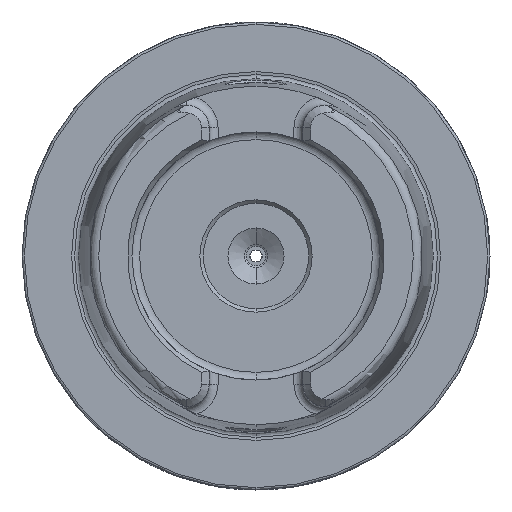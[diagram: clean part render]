
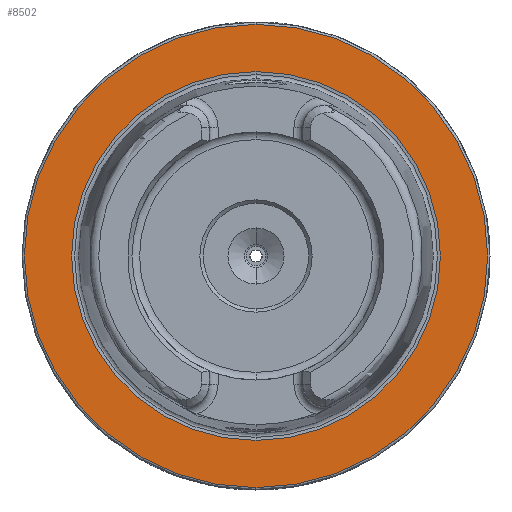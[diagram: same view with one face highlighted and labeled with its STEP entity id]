
A CAD part, left-side view. The second image highlights one B-rep face of the part: STEP entity #8502.
In plain terms, the highlighted planar face has unit normal (-1, 0, 0).
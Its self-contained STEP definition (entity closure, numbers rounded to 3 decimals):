
#1625 = CARTESIAN_POINT ( 'NONE',  ( 0., 0., 0. ) ) ;
#1638 = DIRECTION ( 'NONE',  ( 0., 0., 1. ) ) ;
#1642 = DIRECTION ( 'NONE',  ( -1., 0., 0. ) ) ;
#1644 = CARTESIAN_POINT ( 'NONE',  ( 0., 0., 0. ) ) ;
#1660 = DIRECTION ( 'NONE',  ( 0., 0., 1. ) ) ;
#1661 = DIRECTION ( 'NONE',  ( -1., 0., 0. ) ) ;
#1881 = CIRCLE ( 'NONE', #6179, 39.405 ) ;
#1883 = CIRCLE ( 'NONE', #6182, 49.5 ) ;
#2760 = VERTEX_POINT ( 'NONE', #9914 ) ;
#3510 = CARTESIAN_POINT ( 'NONE',  ( 0., 0., 0. ) ) ;
#3511 = DIRECTION ( 'NONE',  ( -1., 0., 0. ) ) ;
#3512 = DIRECTION ( 'NONE',  ( 0., 0., 1. ) ) ;
#3514 = CARTESIAN_POINT ( 'NONE',  ( 0., 0., 0. ) ) ;
#3515 = DIRECTION ( 'NONE',  ( -1., 0., 0. ) ) ;
#3516 = DIRECTION ( 'NONE',  ( 0., 0., 1. ) ) ;
#3845 = VERTEX_POINT ( 'NONE', #10649 ) ;
#4849 = VERTEX_POINT ( 'NONE', #9644 ) ;
#4850 = VERTEX_POINT ( 'NONE', #9642 ) ;
#6060 = AXIS2_PLACEMENT_3D ( 'NONE', #3514, #3515, #3516 ) ;
#6061 = AXIS2_PLACEMENT_3D ( 'NONE', #3510, #3511, #3512 ) ;
#6179 = AXIS2_PLACEMENT_3D ( 'NONE', #1644, #1642, #1638 ) ;
#6182 = AXIS2_PLACEMENT_3D ( 'NONE', #1625, #1661, #1660 ) ;
#6526 = AXIS2_PLACEMENT_3D ( 'NONE', #7129, #7122, #7120 ) ;
#7120 = DIRECTION ( 'NONE',  ( 0., 0., -1. ) ) ;
#7122 = DIRECTION ( 'NONE',  ( 1., 0., 0. ) ) ;
#7124 = PLANE ( 'NONE',  #6526 ) ;
#7129 = CARTESIAN_POINT ( 'NONE',  ( 0., 49.5, 0. ) ) ;
#7438 = CIRCLE ( 'NONE', #6061, 39.405 ) ;
#7439 = CIRCLE ( 'NONE', #6060, 49.5 ) ;
#8071 = FACE_OUTER_BOUND ( 'NONE', #8351, .T. ) ;
#8073 = FACE_BOUND ( 'NONE', #8366, .T. ) ;
#8351 = EDGE_LOOP ( 'NONE', ( #9874, #9875 ) ) ;
#8366 = EDGE_LOOP ( 'NONE', ( #9872, #9873 ) ) ;
#8502 = ADVANCED_FACE ( 'NONE', ( #8073, #8071 ), #7124, .F. ) ;
#9060 = EDGE_CURVE ( 'NONE', #2760, #3845, #1883, .T. ) ;
#9064 = EDGE_CURVE ( 'NONE', #4850, #4849, #1881, .T. ) ;
#9642 = CARTESIAN_POINT ( 'NONE',  ( 0., 0., -39.405 ) ) ;
#9644 = CARTESIAN_POINT ( 'NONE',  ( 0., 0., 39.405 ) ) ;
#9872 = ORIENTED_EDGE ( 'NONE', *, *, #10603, .F. ) ;
#9873 = ORIENTED_EDGE ( 'NONE', *, *, #9064, .F. ) ;
#9874 = ORIENTED_EDGE ( 'NONE', *, *, #9060, .T. ) ;
#9875 = ORIENTED_EDGE ( 'NONE', *, *, #10604, .T. ) ;
#9914 = CARTESIAN_POINT ( 'NONE',  ( 0., 0., 49.5 ) ) ;
#10603 = EDGE_CURVE ( 'NONE', #4849, #4850, #7438, .T. ) ;
#10604 = EDGE_CURVE ( 'NONE', #3845, #2760, #7439, .T. ) ;
#10649 = CARTESIAN_POINT ( 'NONE',  ( 0., 0., -49.5 ) ) ;
